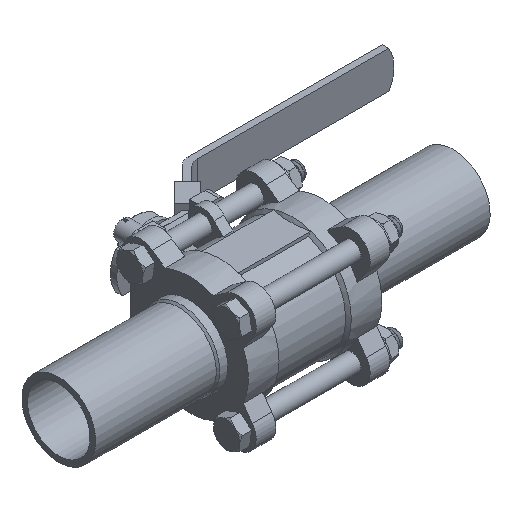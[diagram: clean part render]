
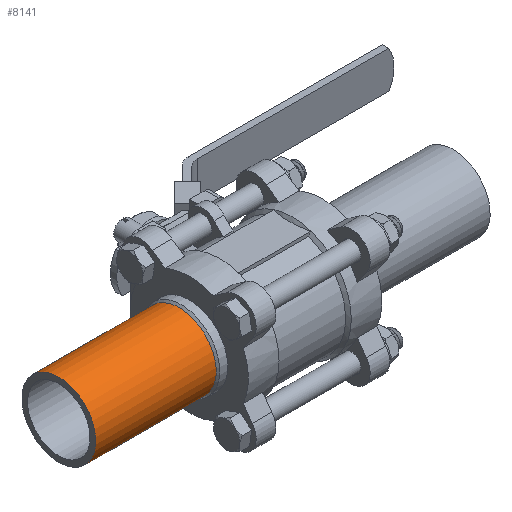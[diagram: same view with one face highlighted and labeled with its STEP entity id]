
A CAD part, isometric view. The second image highlights one B-rep face of the part: STEP entity #8141.
In plain terms, the highlighted cylindrical face has radius 16.85 mm (diameter 33.7 mm), a full revolution.
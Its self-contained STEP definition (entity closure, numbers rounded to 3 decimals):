
#421=CYLINDRICAL_SURFACE('',#8723,16.85);
#969=CIRCLE('',#8711,16.85);
#975=CIRCLE('',#8724,16.85);
#2390=ORIENTED_EDGE('',*,*,#4317,.T.);
#2391=ORIENTED_EDGE('',*,*,#4311,.F.);
#4311=EDGE_CURVE('',#5374,#5374,#969,.T.);
#4317=EDGE_CURVE('',#5380,#5380,#975,.T.);
#5374=VERTEX_POINT('',#17736);
#5380=VERTEX_POINT('',#17755);
#6905=EDGE_LOOP('',(#2390));
#6906=EDGE_LOOP('',(#2391));
#7444=FACE_BOUND('',#6905,.T.);
#7445=FACE_BOUND('',#6906,.T.);
#8141=ADVANCED_FACE('',(#7444,#7445),#421,.T.);
#8711=AXIS2_PLACEMENT_3D('',#17735,#10024,#10025);
#8723=AXIS2_PLACEMENT_3D('',#17753,#10048,#10049);
#8724=AXIS2_PLACEMENT_3D('',#17754,#10050,#10051);
#10024=DIRECTION('',(-1.,0.,0.));
#10025=DIRECTION('',(0.,0.707,0.707));
#10048=DIRECTION('',(1.,0.,0.));
#10049=DIRECTION('',(0.,-0.707,-0.707));
#10050=DIRECTION('',(-1.,0.,0.));
#10051=DIRECTION('',(0.,0.707,0.707));
#17735=CARTESIAN_POINT('',(-90.,0.,0.));
#17736=CARTESIAN_POINT('',(-90.,11.915,11.915));
#17753=CARTESIAN_POINT('',(-90.,0.,0.));
#17754=CARTESIAN_POINT('',(-35.,0.,0.));
#17755=CARTESIAN_POINT('',(-35.,11.915,11.915));
